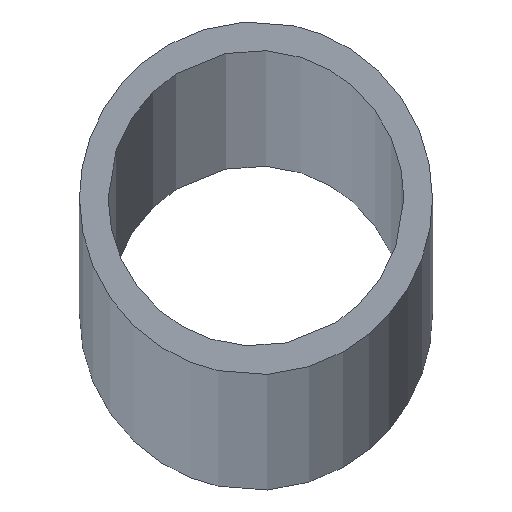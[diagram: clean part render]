
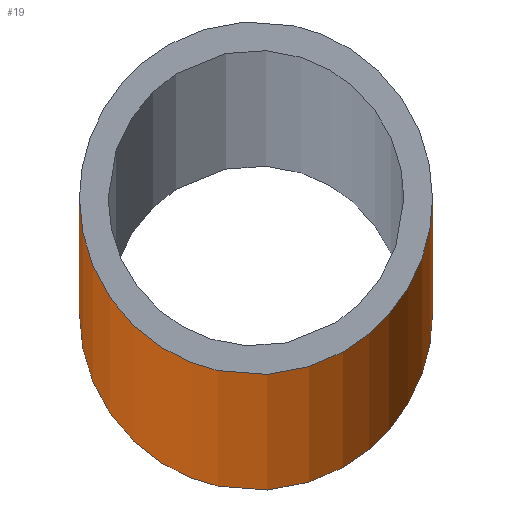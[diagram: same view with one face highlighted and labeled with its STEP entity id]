
A CAD part, top view. The second image highlights one B-rep face of the part: STEP entity #19.
In plain terms, the highlighted free-form (B-spline) face has degree [2, 1] with [5, 2] control points.
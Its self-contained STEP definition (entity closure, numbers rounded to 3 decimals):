
#19=ADVANCED_FACE('',(#25),#99,.T.);
#25=FACE_OUTER_BOUND('',#31,.T.);
#31=EDGE_LOOP('',(#39,#40,#41,#42));
#39=ORIENTED_EDGE('',*,*,#69,.T.);
#40=ORIENTED_EDGE('',*,*,#65,.F.);
#41=ORIENTED_EDGE('',*,*,#64,.F.);
#42=ORIENTED_EDGE('',*,*,#63,.T.);
#63=EDGE_CURVE('',#89,#93,#75,.T.);
#64=EDGE_CURVE('',#89,#90,#76,.T.);
#65=EDGE_CURVE('',#90,#94,#77,.T.);
#69=EDGE_CURVE('',#93,#94,#81,.T.);
#75=(
BOUNDED_CURVE()
B_SPLINE_CURVE(2,(#254,#255,#256,#257,#258),.UNSPECIFIED.,.F.,.F.)
B_SPLINE_CURVE_WITH_KNOTS((3,2,3),(1.571,3.142,4.712),
 .UNSPECIFIED.)
CURVE()
GEOMETRIC_REPRESENTATION_ITEM()
RATIONAL_B_SPLINE_CURVE((1.,0.707,1.,0.707,1.))
REPRESENTATION_ITEM('')
);
#76=(
BOUNDED_CURVE()
B_SPLINE_CURVE(1,(#259,#260),.UNSPECIFIED.,.F.,.F.)
B_SPLINE_CURVE_WITH_KNOTS((2,2),(0.,3000.),.UNSPECIFIED.)
CURVE()
GEOMETRIC_REPRESENTATION_ITEM()
RATIONAL_B_SPLINE_CURVE((1.,1.))
REPRESENTATION_ITEM('')
);
#77=(
BOUNDED_CURVE()
B_SPLINE_CURVE(2,(#261,#262,#263,#264,#265),.UNSPECIFIED.,.F.,.F.)
B_SPLINE_CURVE_WITH_KNOTS((3,2,3),(1.571,3.142,4.712),
 .UNSPECIFIED.)
CURVE()
GEOMETRIC_REPRESENTATION_ITEM()
RATIONAL_B_SPLINE_CURVE((1.,0.707,1.,0.707,1.))
REPRESENTATION_ITEM('')
);
#81=(
BOUNDED_CURVE()
B_SPLINE_CURVE(1,(#278,#279),.UNSPECIFIED.,.F.,.F.)
B_SPLINE_CURVE_WITH_KNOTS((2,2),(0.,3000.),.UNSPECIFIED.)
CURVE()
GEOMETRIC_REPRESENTATION_ITEM()
RATIONAL_B_SPLINE_CURVE((1.,1.))
REPRESENTATION_ITEM('')
);
#89=VERTEX_POINT('',#246);
#90=VERTEX_POINT('',#247);
#93=VERTEX_POINT('',#250);
#94=VERTEX_POINT('',#251);
#99=(
BOUNDED_SURFACE()
B_SPLINE_SURFACE(2,1,((#204,#205),(#206,#207),(#208,#209),(#210,#211),(#212,
#213)),.UNSPECIFIED.,.F.,.F.,.F.)
B_SPLINE_SURFACE_WITH_KNOTS((3,2,3),(2,2),(1.571,3.142,
4.712),(0.,3000.),.UNSPECIFIED.)
GEOMETRIC_REPRESENTATION_ITEM()
RATIONAL_B_SPLINE_SURFACE(((1.,1.),(0.707,0.707),
(1.,1.),(0.707,0.707),(1.,1.)))
REPRESENTATION_ITEM('')
SURFACE()
);
#204=CARTESIAN_POINT('',(-8.,0.,-3000.));
#205=CARTESIAN_POINT('',(-8.,0.,0.));
#206=CARTESIAN_POINT('',(-8.,-8.,-3000.));
#207=CARTESIAN_POINT('',(-8.,-8.,0.));
#208=CARTESIAN_POINT('',(0.,-8.,-3000.));
#209=CARTESIAN_POINT('',(0.,-8.,0.));
#210=CARTESIAN_POINT('',(8.,-8.,-3000.));
#211=CARTESIAN_POINT('',(8.,-8.,0.));
#212=CARTESIAN_POINT('',(8.,0.,-3000.));
#213=CARTESIAN_POINT('',(8.,0.,0.));
#246=CARTESIAN_POINT('',(-8.,0.,-3000.));
#247=CARTESIAN_POINT('',(-8.,0.,0.));
#250=CARTESIAN_POINT('',(8.,0.,-3000.));
#251=CARTESIAN_POINT('',(8.,0.,0.));
#254=CARTESIAN_POINT('',(-8.,0.,-3000.));
#255=CARTESIAN_POINT('',(-8.,-8.,-3000.));
#256=CARTESIAN_POINT('',(0.,-8.,-3000.));
#257=CARTESIAN_POINT('',(8.,-8.,-3000.));
#258=CARTESIAN_POINT('',(8.,0.,-3000.));
#259=CARTESIAN_POINT('',(-8.,0.,-3000.));
#260=CARTESIAN_POINT('',(-8.,0.,0.));
#261=CARTESIAN_POINT('',(-8.,0.,0.));
#262=CARTESIAN_POINT('',(-8.,-8.,0.));
#263=CARTESIAN_POINT('',(0.,-8.,0.));
#264=CARTESIAN_POINT('',(8.,-8.,0.));
#265=CARTESIAN_POINT('',(8.,0.,0.));
#278=CARTESIAN_POINT('',(8.,0.,-3000.));
#279=CARTESIAN_POINT('',(8.,0.,0.));
